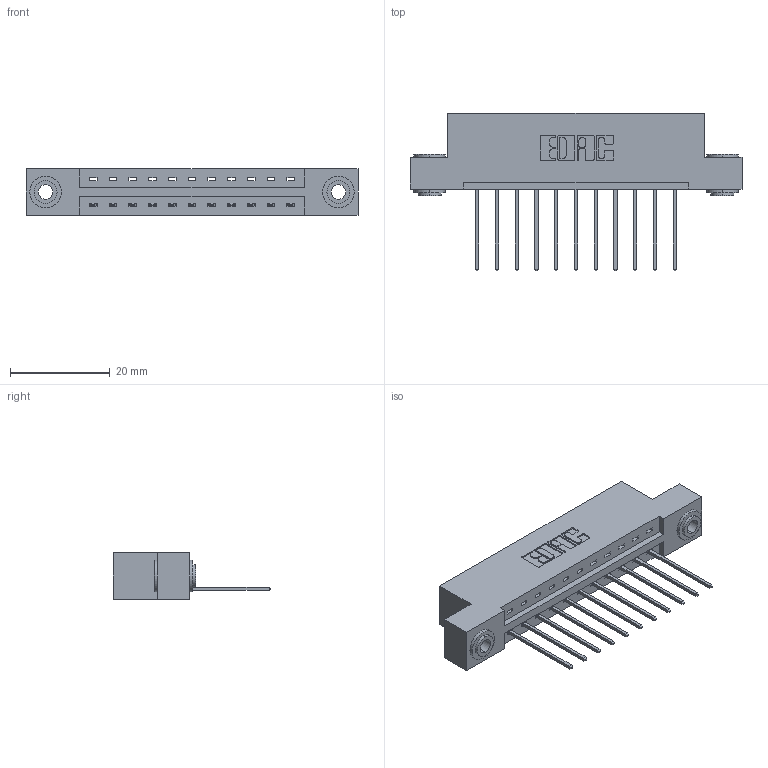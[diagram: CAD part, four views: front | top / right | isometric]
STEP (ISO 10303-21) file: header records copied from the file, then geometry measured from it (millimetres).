
FILE_DESCRIPTION (( 'STEP AP203' ), '1' );
FILE_NAME ('337-011-542-103.STEP', '2018-08-04T01:45:44', ( '' ), ( '' ), 'SwSTEP 2.0', 'SolidWorks 2016', '' );
FILE_SCHEMA (( 'CONFIG_CONTROL_DESIGN' ));
Length unit declared in the file: inch
Products named in the file (4): 345-292-001_345-293-142; 345-250-002_345-250-002-102; 337-011-542-103; 337 Part_Flush Mounting Lugs - 0.156 Dia-TH
Assembly tree (14 placements, depth 2):
  337-011-542-103
    337 Part_Flush Mounting Lugs - 0.156 Dia-TH
    345-292-001_345-293-142  x11
    345-250-002_345-250-002-102  x2
Bounding box: 66.6 x 31.63 x 9.4 mm (x, y, z)
Volume: 6577.8 mm3; surface area: 7018.8 mm2
Topology: 14 solids, 14 shells, 834 faces, 2455 edges, 1618 vertices
Faces by surface type: plane 586, cylinder 240, cone 8
Entity records: 12854 total; most frequent: CARTESIAN_POINT 2214, ORIENTED_EDGE 2154, DIRECTION 1961, EDGE_CURVE 1077, LINE 925, VECTOR 925, VERTEX_POINT 714, AXIS2_PLACEMENT_3D 518
